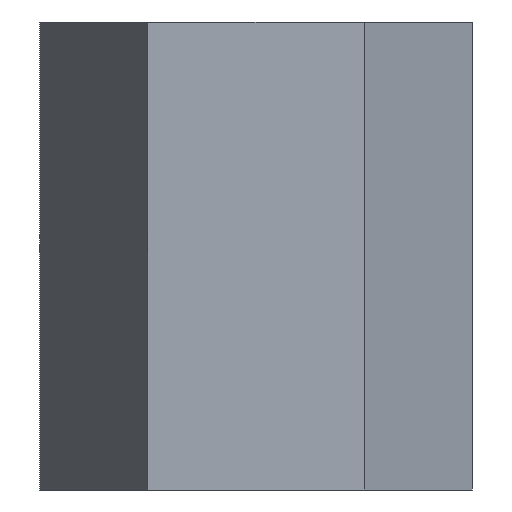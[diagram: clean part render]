
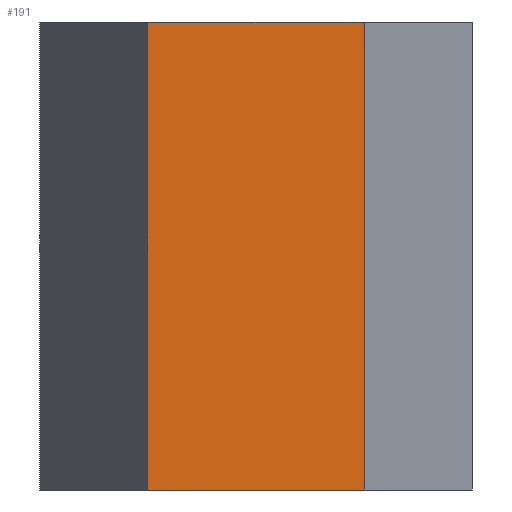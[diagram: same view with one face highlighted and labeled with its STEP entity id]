
A CAD part, left-side view. The second image highlights one B-rep face of the part: STEP entity #191.
In plain terms, the highlighted planar face has unit normal (-1, 0, 0).
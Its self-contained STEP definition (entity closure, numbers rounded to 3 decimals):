
#21=PLANE('',#220);
#32=FACE_OUTER_BOUND('',#44,.T.);
#44=EDGE_LOOP('',(#154,#155,#156,#157));
#60=LINE('',#306,#80);
#61=LINE('',#309,#81);
#62=LINE('',#311,#82);
#63=LINE('',#312,#83);
#80=VECTOR('',#254,10.);
#81=VECTOR('',#257,10.);
#82=VECTOR('',#258,10.);
#83=VECTOR('',#259,10.);
#104=VERTEX_POINT('',#302);
#105=VERTEX_POINT('',#304);
#106=VERTEX_POINT('',#308);
#107=VERTEX_POINT('',#310);
#124=EDGE_CURVE('',#104,#105,#60,.T.);
#125=EDGE_CURVE('',#106,#104,#61,.T.);
#126=EDGE_CURVE('',#107,#105,#62,.T.);
#127=EDGE_CURVE('',#106,#107,#63,.T.);
#154=ORIENTED_EDGE('',*,*,#125,.T.);
#155=ORIENTED_EDGE('',*,*,#124,.T.);
#156=ORIENTED_EDGE('',*,*,#126,.F.);
#157=ORIENTED_EDGE('',*,*,#127,.F.);
#191=ADVANCED_FACE('',(#32),#21,.T.);
#220=AXIS2_PLACEMENT_3D('',#307,#255,#256);
#254=DIRECTION('',(0.,0.,-1.));
#255=DIRECTION('center_axis',(-1.,0.,0.));
#256=DIRECTION('ref_axis',(0.,1.,0.));
#257=DIRECTION('',(0.,1.,0.));
#258=DIRECTION('',(0.,1.,0.));
#259=DIRECTION('',(0.,0.,-1.));
#302=CARTESIAN_POINT('',(-4.,-6.928,0.));
#304=CARTESIAN_POINT('',(-4.,-6.928,-10.));
#306=CARTESIAN_POINT('',(-4.,-6.928,0.));
#307=CARTESIAN_POINT('Origin',(-4.,-11.547,0.));
#308=CARTESIAN_POINT('',(-4.,-11.547,0.));
#309=CARTESIAN_POINT('',(-4.,-11.547,0.));
#310=CARTESIAN_POINT('',(-4.,-11.547,-10.));
#311=CARTESIAN_POINT('',(-4.,-11.547,-10.));
#312=CARTESIAN_POINT('',(-4.,-11.547,0.));
